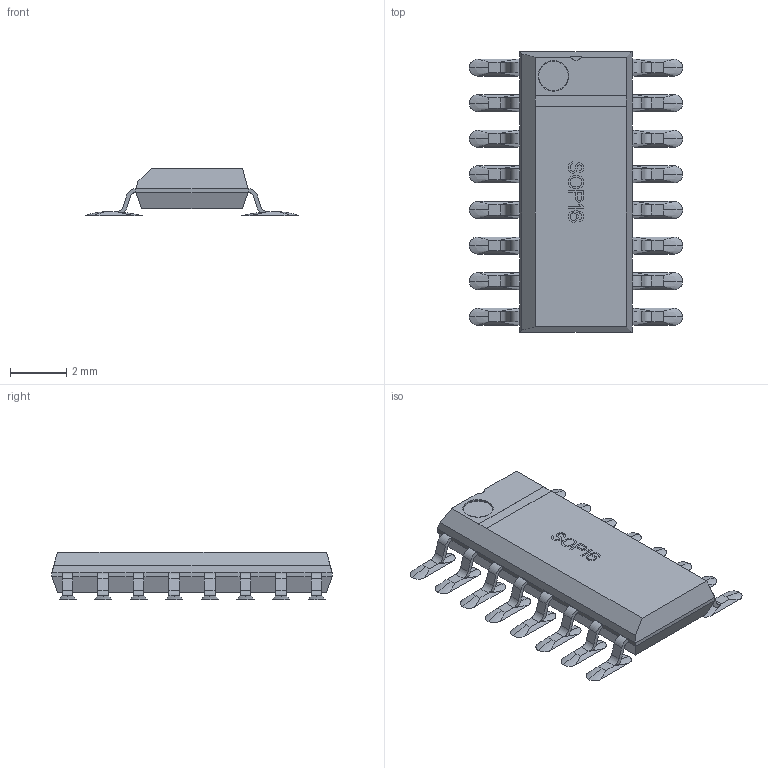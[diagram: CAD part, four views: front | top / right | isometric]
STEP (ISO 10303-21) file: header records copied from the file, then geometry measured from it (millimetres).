
FILE_DESCRIPTION((''),'2;1');
FILE_NAME('PRT0002','2010-06-29T',('flying'),(''),'PRO/ENGINEER BY PARAMETRIC TECHNOLOGY CORPORATION, 2010100','PRO/ENGINEER BY PARAMETRIC TECHNOLOGY CORPORATION, 2010100','');
FILE_SCHEMA(('AUTOMOTIVE_DESIGN_CC2 { 1 2 10303 214 -1 1 5 2 }'));
Length unit declared in the file: millimetre
Products named in the file (1): PRT0002
Bounding box: 7.61 x 10 x 1.68 mm (x, y, z)
Volume: 55.5 mm3; surface area: 163 mm2
Topology: 1 solids, 1 shells, 529 faces, 1476 edges, 958 vertices
Faces by surface type: plane 364, bspline 96, cylinder 67, torus 2
Entity records: 23596 total; most frequent: CARTESIAN_POINT 7054, ORIENTED_EDGE 2952, DIRECTION 2190, EDGE_CURVE 1476, VECTOR 1048, LINE 1048, VERTEX_POINT 958, AXIS2_PLACEMENT_3D 571
